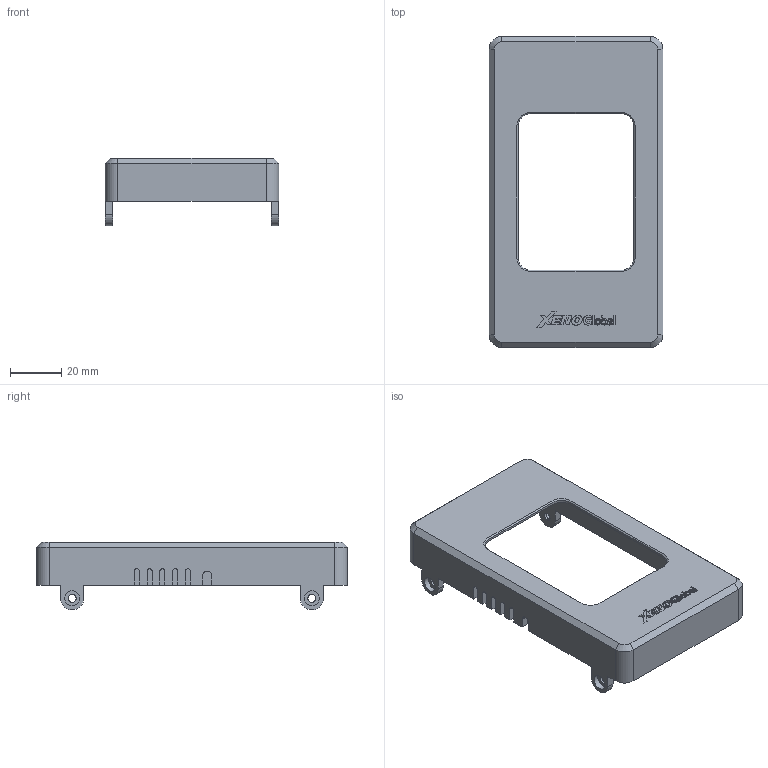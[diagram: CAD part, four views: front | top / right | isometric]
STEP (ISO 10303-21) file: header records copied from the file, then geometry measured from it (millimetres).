
FILE_DESCRIPTION(/* description */ (''),/* implementation_level */ '2;1');
FILE_NAME(/* name */ 'vote v24.step',/* time_stamp */ '2024-05-02T12:15:05+09:00',/* author */ (''),/* organization */ (''),/* preprocessor_version */ 'ST-DEVELOPER v20',/* originating_system */ 'Autodesk Translation Framework v12.20.1.177',/* authorisation */ '');
FILE_SCHEMA (('AUTOMOTIVE_DESIGN { 1 0 10303 214 3 1 1 }'));
Length unit declared in the file: millimetre
Products named in the file (1): vote
Bounding box: 68 x 121.8 x 26.62 mm (x, y, z)
Volume: 35871.9 mm3; surface area: 23749.4 mm2
Topology: 1 solids, 1 shells, 313 faces, 846 edges, 558 vertices
Faces by surface type: plane 160, bspline 105, cylinder 40, cone 8
Full cylindrical faces by diameter (mm): 3.1 x4, 5 x4, 5.9 x4, 10 x1
Entity records: 10603 total; most frequent: CARTESIAN_POINT 3097, ORIENTED_EDGE 1692, DIRECTION 1306, EDGE_CURVE 846, VERTEX_POINT 558, LINE 548, VECTOR 548, AXIS2_PLACEMENT_3D 379
